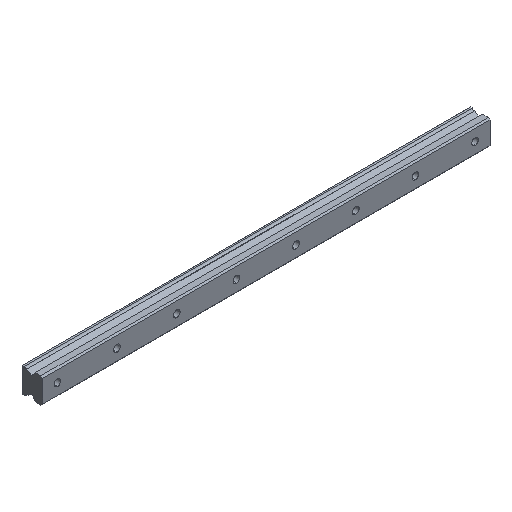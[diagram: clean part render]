
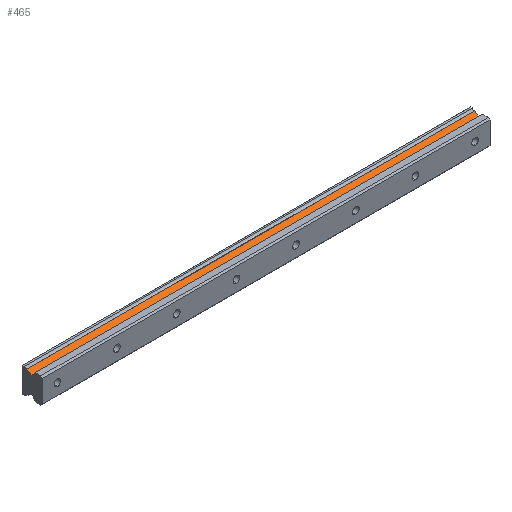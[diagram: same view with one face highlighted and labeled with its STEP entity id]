
A CAD part, isometric view. The second image highlights one B-rep face of the part: STEP entity #465.
In plain terms, the highlighted planar face has unit normal (0, -0.499, 0.867).
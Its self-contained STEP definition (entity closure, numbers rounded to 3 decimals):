
#157 = EDGE_CURVE ( 'NONE', #1848, #1872, #1197, .T. ) ;
#172 = LINE ( 'NONE', #997, #1415 ) ;
#237 = CARTESIAN_POINT ( 'NONE',  ( -20., 21.02, 15.006 ) ) ;
#249 = AXIS2_PLACEMENT_3D ( 'NONE', #1290, #1957, #1782 ) ;
#273 = VECTOR ( 'NONE', #1860, 1000. ) ;
#279 = LINE ( 'NONE', #935, #1551 ) ;
#294 = ORIENTED_EDGE ( 'NONE', *, *, #411, .F. ) ;
#322 = DIRECTION ( 'NONE',  ( -1., 0., 0. ) ) ;
#411 = EDGE_CURVE ( 'NONE', #2062, #795, #172, .T. ) ;
#422 = CARTESIAN_POINT ( 'NONE',  ( 580., 21.02, 15.006 ) ) ;
#465 = ADVANCED_FACE ( 'NONE', ( #643 ), #650, .F. ) ;
#643 = FACE_OUTER_BOUND ( 'NONE', #1671, .T. ) ;
#650 = PLANE ( 'NONE',  #249 ) ;
#687 = CARTESIAN_POINT ( 'NONE',  ( 580., 21.02, 15.006 ) ) ;
#743 = LINE ( 'NONE', #866, #1690 ) ;
#780 = DIRECTION ( 'NONE',  ( 0., -0.867, -0.499 ) ) ;
#790 = ORIENTED_EDGE ( 'NONE', *, *, #803, .F. ) ;
#795 = VERTEX_POINT ( 'NONE', #1259 ) ;
#803 = EDGE_CURVE ( 'NONE', #1872, #2062, #279, .T. ) ;
#866 = CARTESIAN_POINT ( 'NONE',  ( -20., 21.02, 15.006 ) ) ;
#935 = CARTESIAN_POINT ( 'NONE',  ( 580., 21.02, 15.006 ) ) ;
#997 = CARTESIAN_POINT ( 'NONE',  ( 580., 14.475, 11.24 ) ) ;
#1197 = LINE ( 'NONE', #422, #273 ) ;
#1253 = ORIENTED_EDGE ( 'NONE', *, *, #1316, .T. ) ;
#1259 = CARTESIAN_POINT ( 'NONE',  ( -20., 14.475, 11.24 ) ) ;
#1290 = CARTESIAN_POINT ( 'NONE',  ( 580., 21.02, 15.006 ) ) ;
#1316 = EDGE_CURVE ( 'NONE', #1848, #795, #743, .T. ) ;
#1372 = DIRECTION ( 'NONE',  ( 0., -0.867, -0.499 ) ) ;
#1415 = VECTOR ( 'NONE', #322, 1000. ) ;
#1480 = CARTESIAN_POINT ( 'NONE',  ( 580., 14.475, 11.24 ) ) ;
#1551 = VECTOR ( 'NONE', #780, 1000. ) ;
#1671 = EDGE_LOOP ( 'NONE', ( #294, #790, #1740, #1253 ) ) ;
#1690 = VECTOR ( 'NONE', #1372, 1000. ) ;
#1740 = ORIENTED_EDGE ( 'NONE', *, *, #157, .F. ) ;
#1782 = DIRECTION ( 'NONE',  ( 0., 0.867, 0.499 ) ) ;
#1848 = VERTEX_POINT ( 'NONE', #237 ) ;
#1860 = DIRECTION ( 'NONE',  ( 1., 0., 0. ) ) ;
#1872 = VERTEX_POINT ( 'NONE', #687 ) ;
#1957 = DIRECTION ( 'NONE',  ( 0., 0.499, -0.867 ) ) ;
#2062 = VERTEX_POINT ( 'NONE', #1480 ) ;
